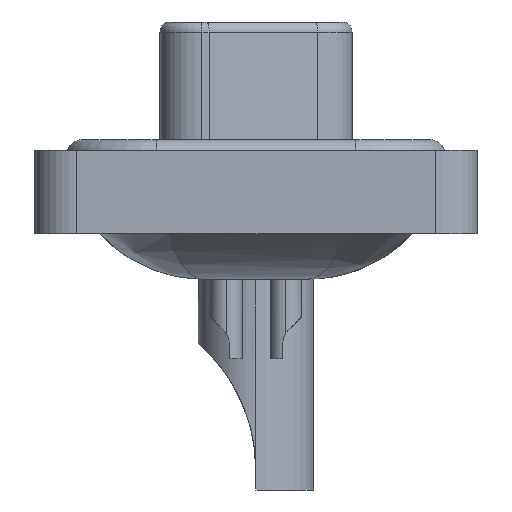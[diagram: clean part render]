
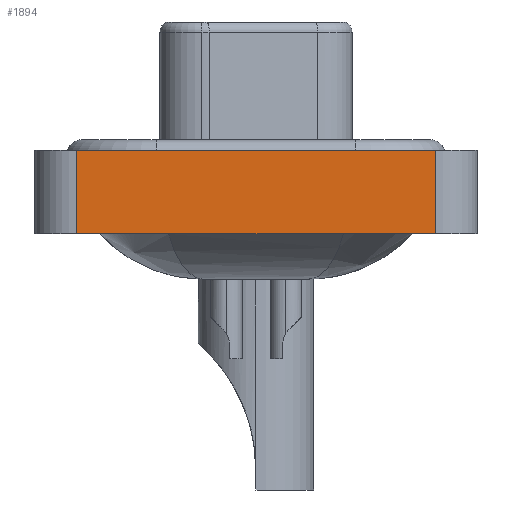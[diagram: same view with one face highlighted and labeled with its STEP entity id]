
A CAD part, left-side view. The second image highlights one B-rep face of the part: STEP entity #1894.
In plain terms, the highlighted planar face has unit normal (-1, 0, 0).
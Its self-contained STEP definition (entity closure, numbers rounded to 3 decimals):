
#1340 = CARTESIAN_POINT ( 'NONE',  ( -7.3, -8.55, 0.4 ) ) ;
#1441 = CARTESIAN_POINT ( 'NONE',  ( -7.3, 8.55, 0.4 ) ) ;
#1693 = CARTESIAN_POINT ( 'NONE',  ( -7.3, 8.55, -3.6 ) ) ;
#1894 = ADVANCED_FACE ( 'NONE', ( #2132 ), #6904, .T. ) ;
#2132 = FACE_OUTER_BOUND ( 'NONE', #2825, .T. ) ;
#2730 = AXIS2_PLACEMENT_3D ( 'NONE', #5752, #12205, #13349 ) ;
#2825 = EDGE_LOOP ( 'NONE', ( #12629, #16928, #13738, #7358 ) ) ;
#3822 = EDGE_CURVE ( 'NONE', #12187, #5867, #12458, .T. ) ;
#5534 = VECTOR ( 'NONE', #18452, 1000. ) ;
#5639 = CARTESIAN_POINT ( 'NONE',  ( -7.3, 8.55, -3.6 ) ) ;
#5752 = CARTESIAN_POINT ( 'NONE',  ( -7.3, -8.55, -3.6 ) ) ;
#5867 = VERTEX_POINT ( 'NONE', #8069 ) ;
#5968 = LINE ( 'NONE', #12435, #5534 ) ;
#6851 = VERTEX_POINT ( 'NONE', #1441 ) ;
#6904 = PLANE ( 'NONE',  #2730 ) ;
#7358 = ORIENTED_EDGE ( 'NONE', *, *, #3822, .T. ) ;
#7384 = CARTESIAN_POINT ( 'NONE',  ( -7.3, -8.55, -3.6 ) ) ;
#8069 = CARTESIAN_POINT ( 'NONE',  ( -7.3, -8.55, -3.6 ) ) ;
#8153 = DIRECTION ( 'NONE',  ( 0., 0., 1. ) ) ;
#10577 = LINE ( 'NONE', #1340, #15300 ) ;
#11700 = EDGE_CURVE ( 'NONE', #5867, #16508, #5968, .T. ) ;
#12187 = VERTEX_POINT ( 'NONE', #5639 ) ;
#12205 = DIRECTION ( 'NONE',  ( -1., 0., 0. ) ) ;
#12435 = CARTESIAN_POINT ( 'NONE',  ( -7.3, -8.55, -3.6 ) ) ;
#12458 = LINE ( 'NONE', #7384, #15842 ) ;
#12629 = ORIENTED_EDGE ( 'NONE', *, *, #11700, .T. ) ;
#12852 = EDGE_CURVE ( 'NONE', #6851, #16508, #10577, .T. ) ;
#12967 = VECTOR ( 'NONE', #8153, 1000. ) ;
#13349 = DIRECTION ( 'NONE',  ( 0., 0., 1. ) ) ;
#13738 = ORIENTED_EDGE ( 'NONE', *, *, #13993, .F. ) ;
#13826 = DIRECTION ( 'NONE',  ( 0., -1., 0. ) ) ;
#13993 = EDGE_CURVE ( 'NONE', #12187, #6851, #19367, .T. ) ;
#15139 = DIRECTION ( 'NONE',  ( 0., -1., 0. ) ) ;
#15300 = VECTOR ( 'NONE', #15139, 1000. ) ;
#15842 = VECTOR ( 'NONE', #13826, 1000. ) ;
#16508 = VERTEX_POINT ( 'NONE', #17987 ) ;
#16928 = ORIENTED_EDGE ( 'NONE', *, *, #12852, .F. ) ;
#17987 = CARTESIAN_POINT ( 'NONE',  ( -7.3, -8.55, 0.4 ) ) ;
#18452 = DIRECTION ( 'NONE',  ( 0., 0., 1. ) ) ;
#19367 = LINE ( 'NONE', #1693, #12967 ) ;
